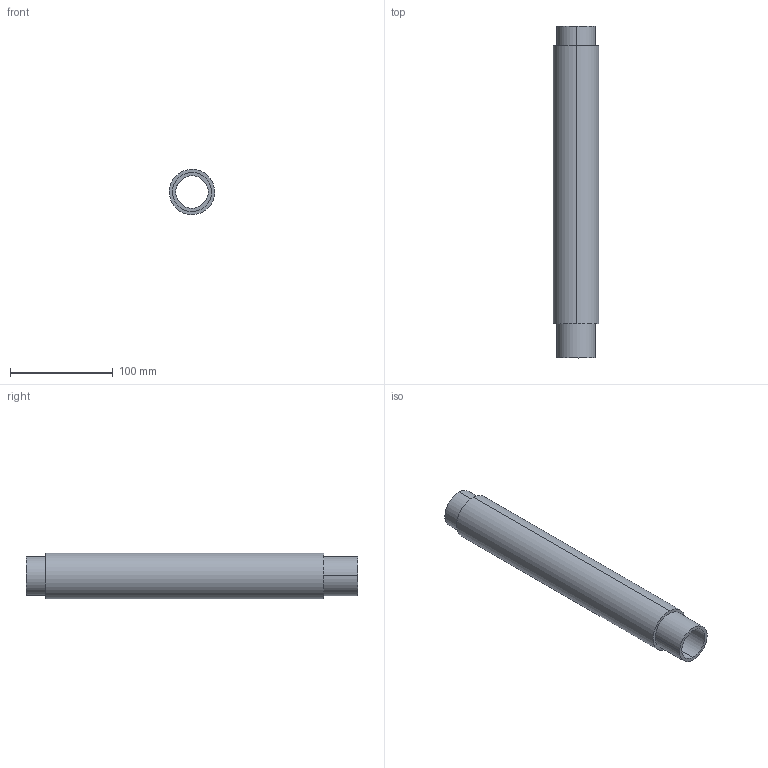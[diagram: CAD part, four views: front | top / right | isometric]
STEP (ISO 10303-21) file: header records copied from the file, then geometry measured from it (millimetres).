
FILE_DESCRIPTION (( 'STEP AP203' ), '1' );
FILE_NAME ('FrontDriveShaft_Primary.STEP', '2023-07-27T05:57:12', ( '' ), ( '' ), 'SwSTEP 2.0', 'SolidWorks 2021', '' );
FILE_SCHEMA (( 'CONFIG_CONTROL_DESIGN' ));
Length unit declared in the file: centimetre
Products named in the file (3): Drive Shaft _1_; FrontDriveShaft_Primary; Part 15-4
Assembly tree (2 placements, depth 3):
  FrontDriveShaft_Primary
    Drive Shaft _1_
      Part 15-4
Bounding box: 44.38 x 323.85 x 44.36 mm (x, y, z)
Volume: 224308.5 mm3; surface area: 77900.4 mm2
Topology: 1 solids, 1 shells, 12 faces, 24 edges, 16 vertices
Faces by surface type: cylinder 8, plane 4
Entity records: 637 total; most frequent: DIRECTION 76, CARTESIAN_POINT 58, ORIENTED_EDGE 48, AXIS2_PLACEMENT_3D 34, PERSON_AND_ORGANIZATION 26, EDGE_CURVE 24, CALENDAR_DATE 19, COORDINATED_UNIVERSAL_TIME_OFFSET 19
